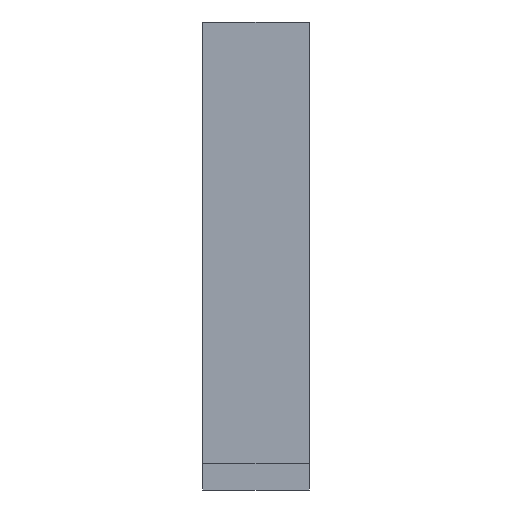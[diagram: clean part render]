
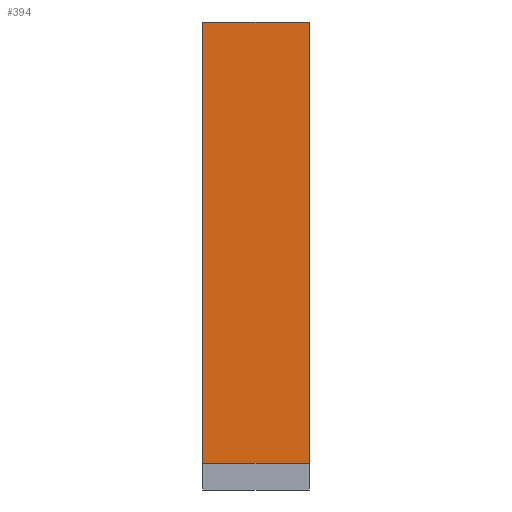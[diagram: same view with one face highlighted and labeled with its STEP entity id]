
A CAD part, front view. The second image highlights one B-rep face of the part: STEP entity #394.
In plain terms, the highlighted planar face has unit normal (0, -1, 0).
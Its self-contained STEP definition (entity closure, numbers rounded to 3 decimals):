
#28=FACE_OUTER_BOUND('',#48,.T.);
#48=EDGE_LOOP('',(#319,#320,#321,#322));
#68=LINE('',#561,#122);
#97=LINE('',#618,#151);
#98=LINE('',#621,#152);
#99=LINE('',#622,#153);
#122=VECTOR('',#452,10.);
#151=VECTOR('',#505,10.);
#152=VECTOR('',#508,10.);
#153=VECTOR('',#509,10.);
#176=VERTEX_POINT('',#558);
#177=VERTEX_POINT('',#560);
#193=VERTEX_POINT('',#616);
#194=VERTEX_POINT('',#620);
#212=EDGE_CURVE('',#176,#177,#68,.T.);
#241=EDGE_CURVE('',#176,#193,#97,.T.);
#242=EDGE_CURVE('',#194,#193,#98,.T.);
#243=EDGE_CURVE('',#177,#194,#99,.T.);
#319=ORIENTED_EDGE('',*,*,#241,.T.);
#320=ORIENTED_EDGE('',*,*,#242,.F.);
#321=ORIENTED_EDGE('',*,*,#243,.F.);
#322=ORIENTED_EDGE('',*,*,#212,.F.);
#374=PLANE('',#428);
#394=ADVANCED_FACE('',(#28),#374,.T.);
#428=AXIS2_PLACEMENT_3D('',#619,#506,#507);
#452=DIRECTION('',(0.,0.,1.));
#505=DIRECTION('',(1.,0.,0.));
#506=DIRECTION('center_axis',(0.,-1.,0.));
#507=DIRECTION('ref_axis',(0.,0.,-1.));
#508=DIRECTION('',(0.,0.,-1.));
#509=DIRECTION('',(1.,0.,0.));
#558=CARTESIAN_POINT('',(147.86,-149.92,-1.2));
#560=CARTESIAN_POINT('',(147.86,-149.92,15.361));
#561=CARTESIAN_POINT('',(147.86,-149.92,3.8));
#616=CARTESIAN_POINT('',(151.86,-149.92,-1.2));
#618=CARTESIAN_POINT('',(149.86,-149.92,-1.2));
#619=CARTESIAN_POINT('Origin',(149.86,-149.92,15.361));
#620=CARTESIAN_POINT('',(151.86,-149.92,15.361));
#621=CARTESIAN_POINT('',(151.86,-149.92,3.8));
#622=CARTESIAN_POINT('',(149.86,-149.92,15.361));
